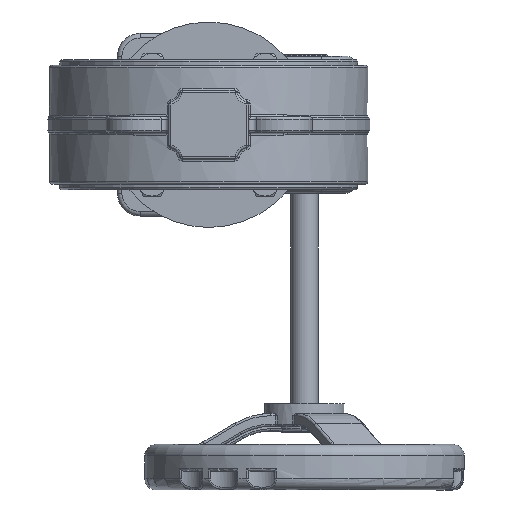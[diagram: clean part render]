
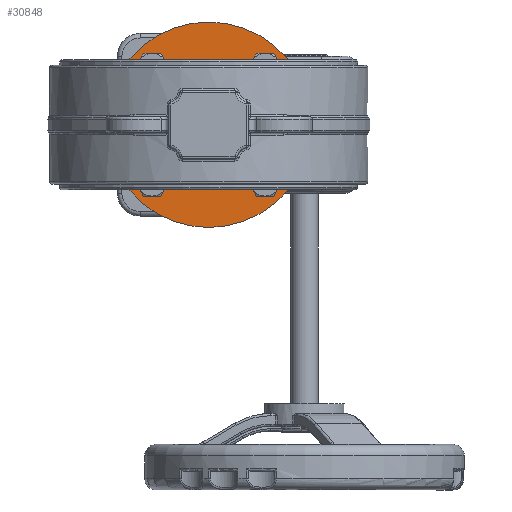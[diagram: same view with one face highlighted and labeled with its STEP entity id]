
A CAD part, front view. The second image highlights one B-rep face of the part: STEP entity #30848.
In plain terms, the highlighted planar face has unit normal (0, -1, 0).
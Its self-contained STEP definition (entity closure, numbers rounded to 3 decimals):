
#208=FACE_BOUND('',#4632,.T.);
#209=FACE_BOUND('',#4633,.T.);
#210=FACE_BOUND('',#4634,.T.);
#211=FACE_BOUND('',#4635,.T.);
#212=FACE_BOUND('',#4636,.T.);
#1713=PLANE('',#33279);
#2678=FACE_OUTER_BOUND('',#4631,.T.);
#4631=EDGE_LOOP('',(#20159));
#4632=EDGE_LOOP('',(#20160));
#4633=EDGE_LOOP('',(#20161));
#4634=EDGE_LOOP('',(#20162));
#4635=EDGE_LOOP('',(#20163));
#4636=EDGE_LOOP('',(#20164,#20165,#20166,#20167,#20168,#20169,#20170,#20171));
#6548=LINE('',#47572,#8397);
#6550=LINE('',#47591,#8399);
#6554=LINE('',#47597,#8403);
#6556=LINE('',#47600,#8405);
#8397=VECTOR('',#37216,10.);
#8399=VECTOR('',#37240,10.);
#8403=VECTOR('',#37248,10.);
#8405=VECTOR('',#37252,10.);
#10439=CIRCLE('',#33256,4.);
#10441=CIRCLE('',#33259,4.);
#10445=CIRCLE('',#33266,4.);
#10448=CIRCLE('',#33270,4.);
#10452=CIRCLE('',#33280,45.);
#10453=CIRCLE('',#33281,4.5);
#10454=CIRCLE('',#33282,4.5);
#10455=CIRCLE('',#33283,4.5);
#10456=CIRCLE('',#33284,4.5);
#12192=VERTEX_POINT('',#47558);
#12193=VERTEX_POINT('',#47560);
#12194=VERTEX_POINT('',#47564);
#12195=VERTEX_POINT('',#47565);
#12197=VERTEX_POINT('',#47576);
#12198=VERTEX_POINT('',#47577);
#12199=VERTEX_POINT('',#47582);
#12200=VERTEX_POINT('',#47583);
#12249=VERTEX_POINT('',#47740);
#12250=VERTEX_POINT('',#47742);
#12251=VERTEX_POINT('',#47744);
#12252=VERTEX_POINT('',#47746);
#12253=VERTEX_POINT('',#47748);
#15086=EDGE_CURVE('',#12192,#12193,#10439,.T.);
#15088=EDGE_CURVE('',#12194,#12195,#10441,.T.);
#15092=EDGE_CURVE('',#12195,#12192,#6548,.T.);
#15094=EDGE_CURVE('',#12197,#12198,#10445,.T.);
#15097=EDGE_CURVE('',#12199,#12200,#10448,.T.);
#15101=EDGE_CURVE('',#12200,#12194,#6550,.T.);
#15105=EDGE_CURVE('',#12198,#12199,#6554,.T.);
#15107=EDGE_CURVE('',#12193,#12197,#6556,.T.);
#15154=EDGE_CURVE('',#12249,#12249,#10452,.T.);
#15155=EDGE_CURVE('',#12250,#12250,#10453,.T.);
#15156=EDGE_CURVE('',#12251,#12251,#10454,.T.);
#15157=EDGE_CURVE('',#12252,#12252,#10455,.T.);
#15158=EDGE_CURVE('',#12253,#12253,#10456,.T.);
#20159=ORIENTED_EDGE('',*,*,#15154,.T.);
#20160=ORIENTED_EDGE('',*,*,#15155,.T.);
#20161=ORIENTED_EDGE('',*,*,#15156,.T.);
#20162=ORIENTED_EDGE('',*,*,#15157,.T.);
#20163=ORIENTED_EDGE('',*,*,#15158,.T.);
#20164=ORIENTED_EDGE('',*,*,#15097,.F.);
#20165=ORIENTED_EDGE('',*,*,#15105,.F.);
#20166=ORIENTED_EDGE('',*,*,#15094,.F.);
#20167=ORIENTED_EDGE('',*,*,#15107,.F.);
#20168=ORIENTED_EDGE('',*,*,#15086,.F.);
#20169=ORIENTED_EDGE('',*,*,#15092,.F.);
#20170=ORIENTED_EDGE('',*,*,#15088,.F.);
#20171=ORIENTED_EDGE('',*,*,#15101,.F.);
#30848=ADVANCED_FACE('',(#2678,#208,#209,#210,#211,#212),#1713,.F.);
#33256=AXIS2_PLACEMENT_3D('',#47561,#37200,#37201);
#33259=AXIS2_PLACEMENT_3D('',#47566,#37206,#37207);
#33266=AXIS2_PLACEMENT_3D('',#47578,#37222,#37223);
#33270=AXIS2_PLACEMENT_3D('',#47584,#37230,#37231);
#33279=AXIS2_PLACEMENT_3D('',#47739,#37286,#37287);
#33280=AXIS2_PLACEMENT_3D('',#47741,#37288,#37289);
#33281=AXIS2_PLACEMENT_3D('',#47743,#37290,#37291);
#33282=AXIS2_PLACEMENT_3D('',#47745,#37292,#37293);
#33283=AXIS2_PLACEMENT_3D('',#47747,#37294,#37295);
#33284=AXIS2_PLACEMENT_3D('',#47749,#37296,#37297);
#37200=DIRECTION('center_axis',(0.,-1.,0.));
#37201=DIRECTION('ref_axis',(-0.707,0.,-0.707));
#37206=DIRECTION('center_axis',(0.,-1.,0.));
#37207=DIRECTION('ref_axis',(-0.707,0.,0.707));
#37216=DIRECTION('',(0.,0.,-1.));
#37222=DIRECTION('center_axis',(0.,-1.,0.));
#37223=DIRECTION('ref_axis',(0.707,0.,-0.707));
#37230=DIRECTION('center_axis',(0.,-1.,0.));
#37231=DIRECTION('ref_axis',(0.707,0.,0.707));
#37240=DIRECTION('',(-1.,0.,0.));
#37248=DIRECTION('',(0.,0.,1.));
#37252=DIRECTION('',(1.,0.,0.));
#37286=DIRECTION('center_axis',(0.,1.,0.));
#37287=DIRECTION('ref_axis',(0.,0.,1.));
#37288=DIRECTION('center_axis',(0.,-1.,0.));
#37289=DIRECTION('ref_axis',(1.,0.,0.));
#37290=DIRECTION('center_axis',(0.,1.,0.));
#37291=DIRECTION('ref_axis',(-1.,0.,0.));
#37292=DIRECTION('center_axis',(0.,1.,0.));
#37293=DIRECTION('ref_axis',(-1.,0.,0.));
#37294=DIRECTION('center_axis',(0.,1.,0.));
#37295=DIRECTION('ref_axis',(-1.,0.,0.));
#37296=DIRECTION('center_axis',(0.,1.,0.));
#37297=DIRECTION('ref_axis',(-1.,0.,0.));
#47558=CARTESIAN_POINT('',(-21.5,192.,-15.));
#47560=CARTESIAN_POINT('',(-17.5,192.,-19.));
#47561=CARTESIAN_POINT('Origin',(-17.5,192.,-15.));
#47564=CARTESIAN_POINT('',(-17.5,192.,19.));
#47565=CARTESIAN_POINT('',(-21.5,192.,15.));
#47566=CARTESIAN_POINT('Origin',(-17.5,192.,15.));
#47572=CARTESIAN_POINT('',(-21.5,192.,8.5));
#47576=CARTESIAN_POINT('',(17.5,192.,-19.));
#47577=CARTESIAN_POINT('',(21.5,192.,-15.));
#47578=CARTESIAN_POINT('Origin',(17.5,192.,-15.));
#47582=CARTESIAN_POINT('',(21.5,192.,15.));
#47583=CARTESIAN_POINT('',(17.5,192.,19.));
#47584=CARTESIAN_POINT('Origin',(17.5,192.,15.));
#47591=CARTESIAN_POINT('',(9.75,192.,19.));
#47597=CARTESIAN_POINT('',(21.5,192.,-8.5));
#47600=CARTESIAN_POINT('',(-9.75,192.,-19.));
#47739=CARTESIAN_POINT('Origin',(0.,192.,0.));
#47740=CARTESIAN_POINT('',(-45.,192.,0.));
#47741=CARTESIAN_POINT('Origin',(0.,192.,0.));
#47742=CARTESIAN_POINT('',(29.249,192.,-24.749));
#47743=CARTESIAN_POINT('Origin',(24.749,192.,-24.749));
#47744=CARTESIAN_POINT('',(-20.249,192.,-24.749));
#47745=CARTESIAN_POINT('Origin',(-24.749,192.,-24.749));
#47746=CARTESIAN_POINT('',(-20.249,192.,24.749));
#47747=CARTESIAN_POINT('Origin',(-24.749,192.,24.749));
#47748=CARTESIAN_POINT('',(29.249,192.,24.749));
#47749=CARTESIAN_POINT('Origin',(24.749,192.,24.749));
